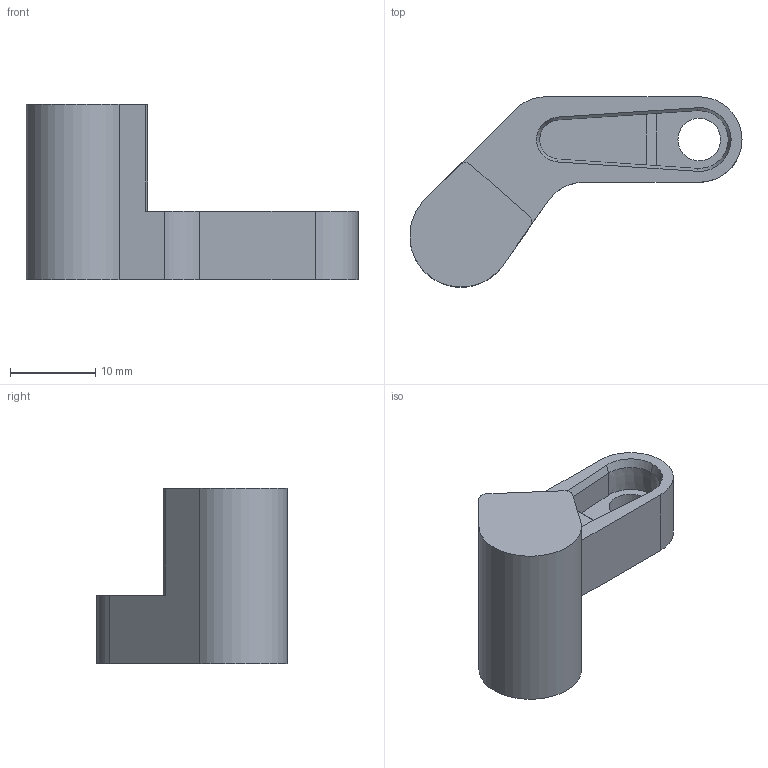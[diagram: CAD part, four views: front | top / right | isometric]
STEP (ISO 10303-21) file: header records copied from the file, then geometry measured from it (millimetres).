
FILE_DESCRIPTION (( 'STEP AP214' ), '1' );
FILE_NAME ('finger_accidentals.STEP', '2025-03-04T10:12:40', ( '' ), ( '' ), 'SwSTEP 2.0', 'SolidWorks 2024', '' );
FILE_SCHEMA (( 'AUTOMOTIVE_DESIGN' ));
Length unit declared in the file: millimetre
Products named in the file (1): finger_accidentals
Bounding box: 38.85 x 22.27 x 20.5 mm (x, y, z)
Volume: 4698 mm3; surface area: 2407.1 mm2
Topology: 1 solids, 1 shells, 30 faces, 77 edges, 50 vertices
Faces by surface type: plane 15, cylinder 9, cone 6
Entity records: 944 total; most frequent: DIRECTION 167, CARTESIAN_POINT 158, ORIENTED_EDGE 154, EDGE_CURVE 77, AXIS2_PLACEMENT_3D 59, VERTEX_POINT 50, VECTOR 49, LINE 49
